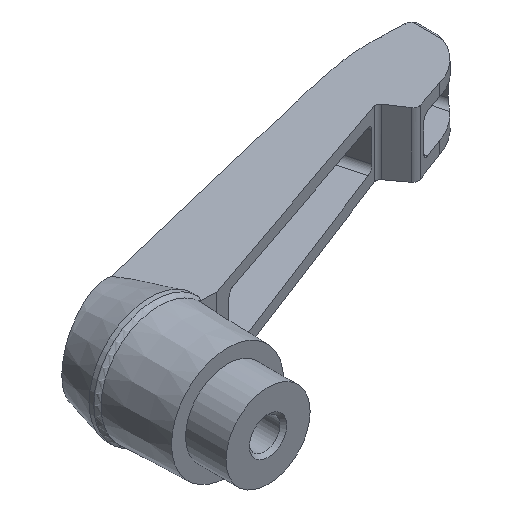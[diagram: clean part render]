
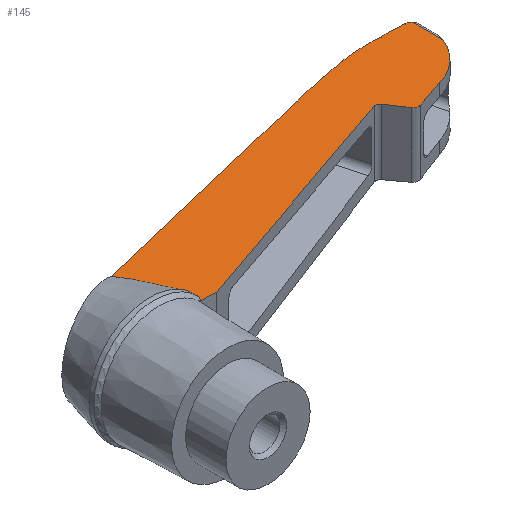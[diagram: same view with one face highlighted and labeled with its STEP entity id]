
A CAD part, isometric view. The second image highlights one B-rep face of the part: STEP entity #145.
In plain terms, the highlighted planar face has unit normal (0.034, 0, 0.999).
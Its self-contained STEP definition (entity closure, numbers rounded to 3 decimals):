
#145 = ADVANCED_FACE( '', ( #350 ), #351, .F. );
#350 = FACE_OUTER_BOUND( '', #617, .T. );
#351 = PLANE( '', #618 );
#617 = EDGE_LOOP( '', ( #981, #982, #983, #984, #985, #986, #987, #988, #989, #990, #991, #992, #993, #994, #995, #996 ) );
#618 = AXIS2_PLACEMENT_3D( '', #997, #998, #999 );
#981 = ORIENTED_EDGE( '', *, *, #1677, .F. );
#982 = ORIENTED_EDGE( '', *, *, #1678, .T. );
#983 = ORIENTED_EDGE( '', *, *, #1615, .F. );
#984 = ORIENTED_EDGE( '', *, *, #1679, .F. );
#985 = ORIENTED_EDGE( '', *, *, #1637, .T. );
#986 = ORIENTED_EDGE( '', *, *, #1680, .F. );
#987 = ORIENTED_EDGE( '', *, *, #1681, .F. );
#988 = ORIENTED_EDGE( '', *, *, #1682, .F. );
#989 = ORIENTED_EDGE( '', *, *, #1683, .F. );
#990 = ORIENTED_EDGE( '', *, *, #1684, .F. );
#991 = ORIENTED_EDGE( '', *, *, #1685, .F. );
#992 = ORIENTED_EDGE( '', *, *, #1686, .F. );
#993 = ORIENTED_EDGE( '', *, *, #1687, .F. );
#994 = ORIENTED_EDGE( '', *, *, #1688, .F. );
#995 = ORIENTED_EDGE( '', *, *, #1589, .F. );
#996 = ORIENTED_EDGE( '', *, *, #1620, .F. );
#997 = CARTESIAN_POINT( '', ( 0., 46.5, 6.943 ) );
#998 = DIRECTION( '', ( -0.034, 0., -0.999 ) );
#999 = DIRECTION( '', ( -0.999, 0., 0.034 ) );
#1589 = EDGE_CURVE( '', #1894, #1895, #1896, .T. );
#1615 = EDGE_CURVE( '', #1940, #1884, #1941, .T. );
#1620 = EDGE_CURVE( '', #1946, #1894, #1948, .T. );
#1637 = EDGE_CURVE( '', #1977, #1975, #1978, .T. );
#1677 = EDGE_CURVE( '', #2041, #1946, #2042, .T. );
#1678 = EDGE_CURVE( '', #2041, #1884, #2043, .T. );
#1679 = EDGE_CURVE( '', #1977, #1940, #2044, .T. );
#1680 = EDGE_CURVE( '', #2045, #1975, #2046, .T. );
#1681 = EDGE_CURVE( '', #2047, #2045, #2048, .T. );
#1682 = EDGE_CURVE( '', #2049, #2047, #2050, .T. );
#1683 = EDGE_CURVE( '', #2051, #2049, #2052, .T. );
#1684 = EDGE_CURVE( '', #2053, #2051, #2054, .T. );
#1685 = EDGE_CURVE( '', #2055, #2053, #2056, .T. );
#1686 = EDGE_CURVE( '', #2057, #2055, #2058, .T. );
#1687 = EDGE_CURVE( '', #2059, #2057, #2060, .T. );
#1688 = EDGE_CURVE( '', #1895, #2059, #2061, .T. );
#1884 = VERTEX_POINT( '', #2328 );
#1894 = VERTEX_POINT( '', #2338 );
#1895 = VERTEX_POINT( '', #2339 );
#1896 = LINE( '', #2340, #2341 );
#1940 = VERTEX_POINT( '', #2426 );
#1941 = LINE( '', #2427, #2428 );
#1946 = VERTEX_POINT( '', #2443 );
#1948 = B_SPLINE_CURVE_WITH_KNOTS( '', 3, ( #2445, #2446, #2447, #2448, #2449, #2450, #2451, #2452, #2453, #2454, #2455, #2456 ), .UNSPECIFIED., .F., .F., ( 4, 2, 2, 2, 2, 4 ), ( 0., 0.002, 0.005, 0.007, 0.009, 0.01 ), .UNSPECIFIED. );
#1975 = VERTEX_POINT( '', #2491 );
#1977 = VERTEX_POINT( '', #2494 );
#1978 = ELLIPSE( '', #2495, 0.7, 0.7 );
#2041 = VERTEX_POINT( '', #2581 );
#2042 = LINE( '', #2582, #2583 );
#2043 = B_SPLINE_CURVE_WITH_KNOTS( '', 3, ( #2584, #2585, #2586, #2587, #2588, #2589 ), .UNSPECIFIED., .F., .F., ( 4, 2, 4 ), ( 0., 0.001, 0.001 ), .UNSPECIFIED. );
#2044 = LINE( '', #2590, #2591 );
#2045 = VERTEX_POINT( '', #2592 );
#2046 = LINE( '', #2593, #2594 );
#2047 = VERTEX_POINT( '', #2595 );
#2048 = ELLIPSE( '', #2596, 1.001, 1. );
#2049 = VERTEX_POINT( '', #2597 );
#2050 = LINE( '', #2598, #2599 );
#2051 = VERTEX_POINT( '', #2600 );
#2052 = ELLIPSE( '', #2601, 10.006, 10. );
#2053 = VERTEX_POINT( '', #2602 );
#2054 = LINE( '', #2603, #2604 );
#2055 = VERTEX_POINT( '', #2605 );
#2056 = ELLIPSE( '', #2606, 1.601, 1.6 );
#2057 = VERTEX_POINT( '', #2607 );
#2058 = ELLIPSE( '', #2608, 35.02, 35. );
#2059 = VERTEX_POINT( '', #2609 );
#2060 = ELLIPSE( '', #2610, 35.02, 35. );
#2061 = ELLIPSE( '', #2611, 141.08, 141. );
#2328 = CARTESIAN_POINT( '', ( 6.456, 17.5, 6.725 ) );
#2338 = CARTESIAN_POINT( '', ( 2.77, 27.859, 6.849 ) );
#2339 = CARTESIAN_POINT( '', ( 43.4, 38.746, 5.479 ) );
#2340 = CARTESIAN_POINT( '', ( 43.266, 38.71, 5.483 ) );
#2341 = VECTOR( '', #3053, 1000. );
#2426 = CARTESIAN_POINT( '', ( 9.2, 17.5, 6.633 ) );
#2427 = CARTESIAN_POINT( '', ( -0.095, 17.5, 6.946 ) );
#2428 = VECTOR( '', #3077, 1000. );
#2443 = CARTESIAN_POINT( '', ( 7.079, 19., 6.704 ) );
#2445 = CARTESIAN_POINT( '', ( 7.079, 19., 6.704 ) );
#2446 = CARTESIAN_POINT( '', ( 6.787, 19.77, 6.714 ) );
#2447 = CARTESIAN_POINT( '', ( 6.487, 20.537, 6.724 ) );
#2448 = CARTESIAN_POINT( '', ( 5.863, 22.061, 6.745 ) );
#2449 = CARTESIAN_POINT( '', ( 5.539, 22.819, 6.756 ) );
#2450 = CARTESIAN_POINT( '', ( 4.854, 24.317, 6.779 ) );
#2451 = CARTESIAN_POINT( '', ( 4.492, 25.057, 6.791 ) );
#2452 = CARTESIAN_POINT( '', ( 3.899, 26.141, 6.811 ) );
#2453 = CARTESIAN_POINT( '', ( 3.693, 26.497, 6.818 ) );
#2454 = CARTESIAN_POINT( '', ( 3.254, 27.194, 6.833 ) );
#2455 = CARTESIAN_POINT( '', ( 3.022, 27.535, 6.841 ) );
#2456 = CARTESIAN_POINT( '', ( 2.77, 27.859, 6.849 ) );
#2491 = CARTESIAN_POINT( '', ( 49.953, 31.781, 5.258 ) );
#2494 = CARTESIAN_POINT( '', ( 49.14, 32.037, 5.285 ) );
#2495 = AXIS2_PLACEMENT_3D( '', #3100, #3101, #3102 );
#2581 = CARTESIAN_POINT( '', ( 7.079, 18.24, 6.704 ) );
#2582 = CARTESIAN_POINT( '', ( 7.079, 55.578, 6.704 ) );
#2583 = VECTOR( '', #3165, 1000. );
#2584 = CARTESIAN_POINT( '', ( 7.079, 18.24, 6.704 ) );
#2585 = CARTESIAN_POINT( '', ( 7.06, 18.071, 6.705 ) );
#2586 = CARTESIAN_POINT( '', ( 6.979, 17.916, 6.707 ) );
#2587 = CARTESIAN_POINT( '', ( 6.752, 17.666, 6.715 ) );
#2588 = CARTESIAN_POINT( '', ( 6.61, 17.571, 6.72 ) );
#2589 = CARTESIAN_POINT( '', ( 6.456, 17.5, 6.725 ) );
#2590 = CARTESIAN_POINT( '', ( 9.107, 17.466, 6.636 ) );
#2591 = VECTOR( '', #3166, 1000. );
#2592 = CARTESIAN_POINT( '', ( 51.927, 28.962, 5.191 ) );
#2593 = CARTESIAN_POINT( '', ( 49.903, 31.852, 5.259 ) );
#2594 = VECTOR( '', #3167, 1000. );
#2595 = CARTESIAN_POINT( '', ( 53.088, 28.596, 5.152 ) );
#2596 = AXIS2_PLACEMENT_3D( '', #3168, #3169, #3170 );
#2597 = CARTESIAN_POINT( '', ( 57.9, 30.347, 4.99 ) );
#2598 = CARTESIAN_POINT( '', ( 52.951, 28.546, 5.156 ) );
#2599 = VECTOR( '', #3171, 1000. );
#2600 = CARTESIAN_POINT( '', ( 64.324, 36.302, 4.773 ) );
#2601 = AXIS2_PLACEMENT_3D( '', #3172, #3173, #3174 );
#2602 = CARTESIAN_POINT( '', ( 64.324, 41.207, 4.773 ) );
#2603 = CARTESIAN_POINT( '', ( 64.324, 46.5, 4.773 ) );
#2604 = VECTOR( '', #3175, 1000. );
#2605 = CARTESIAN_POINT( '', ( 63.6, 41.487, 4.797 ) );
#2606 = AXIS2_PLACEMENT_3D( '', #3176, #3177, #3178 );
#2607 = CARTESIAN_POINT( '', ( 59.7, 41.5, 4.929 ) );
#2608 = AXIS2_PLACEMENT_3D( '', #3179, #3180, #3181 );
#2609 = CARTESIAN_POINT( '', ( 53., 41., 5.155 ) );
#2610 = AXIS2_PLACEMENT_3D( '', #3182, #3183, #3184 );
#2611 = AXIS2_PLACEMENT_3D( '', #3185, #3186, #3187 );
#3053 = DIRECTION( '', ( 0.965, 0.259, -0.033 ) );
#3077 = DIRECTION( '', ( -0.999, 0., 0.034 ) );
#3100 = CARTESIAN_POINT( '', ( 49.38, 31.379, 5.277 ) );
#3101 = DIRECTION( '', ( -0.034, 0., -0.999 ) );
#3102 = DIRECTION( '', ( 0.999, 0., -0.034 ) );
#3165 = DIRECTION( '', ( 0., 1., 0. ) );
#3166 = DIRECTION( '', ( -0.939, -0.342, 0.032 ) );
#3167 = DIRECTION( '', ( -0.573, 0.819, 0.019 ) );
#3168 = CARTESIAN_POINT( '', ( 52.746, 29.535, 5.163 ) );
#3169 = DIRECTION( '', ( -0.034, 0., -0.999 ) );
#3170 = DIRECTION( '', ( 0.999, 0., -0.034 ) );
#3171 = DIRECTION( '', ( -0.939, -0.342, 0.032 ) );
#3172 = CARTESIAN_POINT( '', ( 55., 39.917, 5.087 ) );
#3173 = DIRECTION( '', ( -0.034, 0., -0.999 ) );
#3174 = DIRECTION( '', ( 0.999, 0., -0.034 ) );
#3175 = DIRECTION( '', ( 0., -1., 0. ) );
#3176 = CARTESIAN_POINT( '', ( 63.4, 39.9, 4.804 ) );
#3177 = DIRECTION( '', ( -0.034, 0., -0.999 ) );
#3178 = DIRECTION( '', ( 0.999, 0., -0.034 ) );
#3179 = CARTESIAN_POINT( '', ( 61.538, 6.548, 4.867 ) );
#3180 = DIRECTION( '', ( -0.034, 0., -0.999 ) );
#3181 = DIRECTION( '', ( 0.999, 0., -0.034 ) );
#3182 = CARTESIAN_POINT( '', ( 58.943, 6.508, 4.954 ) );
#3183 = DIRECTION( '', ( -0.034, 0., -0.999 ) );
#3184 = DIRECTION( '', ( 0.999, 0., -0.034 ) );
#3185 = CARTESIAN_POINT( '', ( 80.407, -97.311, 4.23 ) );
#3186 = DIRECTION( '', ( -0.034, 0., -0.999 ) );
#3187 = DIRECTION( '', ( 0.999, 0., -0.034 ) );
